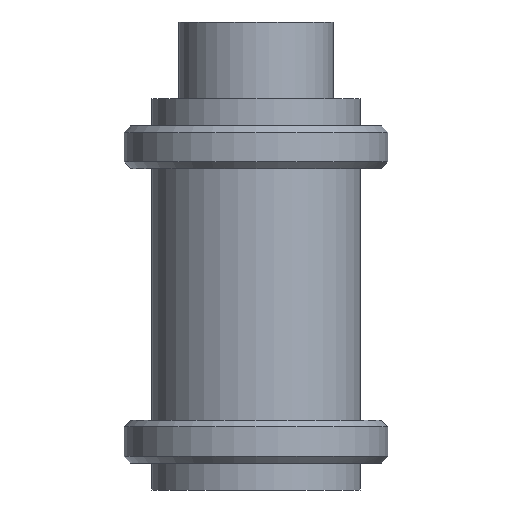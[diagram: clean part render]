
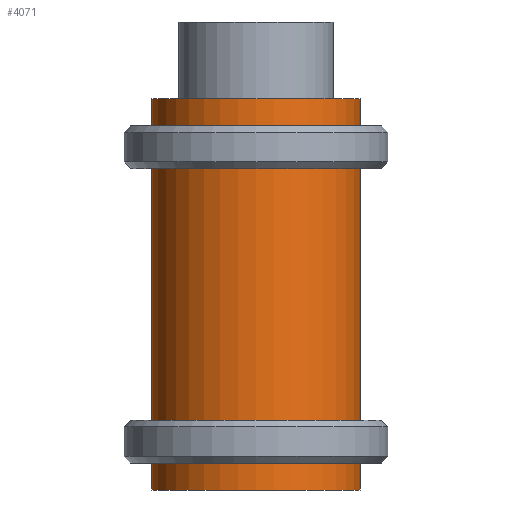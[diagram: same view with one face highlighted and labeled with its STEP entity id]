
A CAD part, front view. The second image highlights one B-rep face of the part: STEP entity #4071.
In plain terms, the highlighted cylindrical face has radius 46.32 mm (diameter 92.64 mm), a full revolution.
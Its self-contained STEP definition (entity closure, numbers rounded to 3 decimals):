
#365=LINE('',#6034,#654);
#654=VECTOR('',#4882,46.32);
#943=CYLINDRICAL_SURFACE('',#4438,46.32);
#1052=FACE_OUTER_BOUND('',#1306,.T.);
#1306=EDGE_LOOP('',(#2748,#2749,#2750,#2751));
#1586=CIRCLE('',#4437,46.32);
#1587=CIRCLE('',#4439,46.32);
#1744=VERTEX_POINT('',#6029);
#1745=VERTEX_POINT('',#6032);
#2129=EDGE_CURVE('',#1744,#1744,#1586,.T.);
#2130=EDGE_CURVE('',#1745,#1745,#1587,.T.);
#2131=EDGE_CURVE('',#1745,#1744,#365,.T.);
#2748=ORIENTED_EDGE('',*,*,#2130,.F.);
#2749=ORIENTED_EDGE('',*,*,#2131,.T.);
#2750=ORIENTED_EDGE('',*,*,#2129,.T.);
#2751=ORIENTED_EDGE('',*,*,#2131,.F.);
#4071=ADVANCED_FACE('',(#1052),#943,.T.);
#4437=AXIS2_PLACEMENT_3D('',#6030,#4876,#4877);
#4438=AXIS2_PLACEMENT_3D('',#6031,#4878,#4879);
#4439=AXIS2_PLACEMENT_3D('',#6033,#4880,#4881);
#4876=DIRECTION('center_axis',(0.,0.,1.));
#4877=DIRECTION('ref_axis',(1.,0.,0.));
#4878=DIRECTION('center_axis',(0.,0.,1.));
#4879=DIRECTION('ref_axis',(1.,0.,0.));
#4880=DIRECTION('center_axis',(0.,0.,1.));
#4881=DIRECTION('ref_axis',(1.,0.,0.));
#4882=DIRECTION('',(0.,0.,-1.));
#6029=CARTESIAN_POINT('',(-46.32,0.,-87.429));
#6030=CARTESIAN_POINT('Origin',(0.,0.,-87.429));
#6031=CARTESIAN_POINT('Origin',(0.,0.,-0.429));
#6032=CARTESIAN_POINT('',(-46.32,0.,86.571));
#6033=CARTESIAN_POINT('Origin',(0.,0.,86.571));
#6034=CARTESIAN_POINT('',(-46.32,0.,-0.429));
